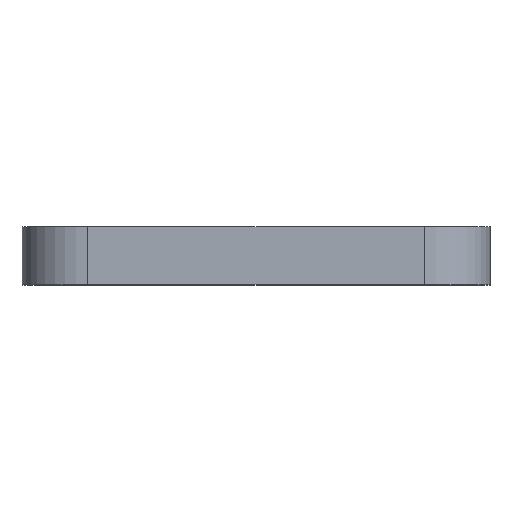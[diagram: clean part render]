
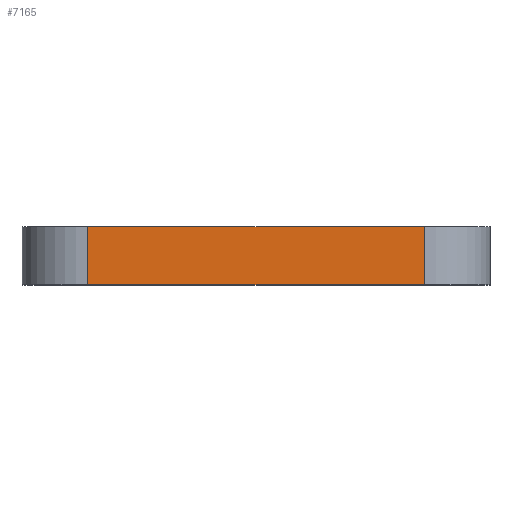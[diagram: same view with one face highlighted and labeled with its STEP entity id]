
A CAD part, top view. The second image highlights one B-rep face of the part: STEP entity #7165.
In plain terms, the highlighted planar face has unit normal (0, 0, 1).
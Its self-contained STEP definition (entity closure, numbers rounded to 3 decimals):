
#679 = EDGE_CURVE ( 'NONE', #7889, #6817, #4321, .T. ) ;
#754 = LINE ( 'NONE', #5857, #7174 ) ;
#936 = EDGE_CURVE ( 'NONE', #6817, #3359, #754, .T. ) ;
#1234 = ORIENTED_EDGE ( 'NONE', *, *, #3956, .F. ) ;
#1305 = ORIENTED_EDGE ( 'NONE', *, *, #679, .T. ) ;
#1338 = ORIENTED_EDGE ( 'NONE', *, *, #936, .T. ) ;
#1363 = DIRECTION ( 'NONE',  ( 1., 0., 0. ) ) ;
#1411 = FACE_OUTER_BOUND ( 'NONE', #10582, .T. ) ;
#1522 = LINE ( 'NONE', #7519, #8268 ) ;
#2134 = ORIENTED_EDGE ( 'NONE', *, *, #4819, .T. ) ;
#2454 = CARTESIAN_POINT ( 'NONE',  ( -25., 6.2, 25. ) ) ;
#2460 = DIRECTION ( 'NONE',  ( 0., 1., 0. ) ) ;
#2715 = CARTESIAN_POINT ( 'NONE',  ( 18., 0., 25. ) ) ;
#3144 = PLANE ( 'NONE',  #4641 ) ;
#3359 = VERTEX_POINT ( 'NONE', #2715 ) ;
#3956 = EDGE_CURVE ( 'NONE', #7889, #4189, #6677, .T. ) ;
#4029 = CARTESIAN_POINT ( 'NONE',  ( -25., 6.2, 25. ) ) ;
#4189 = VERTEX_POINT ( 'NONE', #10245 ) ;
#4321 = LINE ( 'NONE', #7817, #7568 ) ;
#4641 = AXIS2_PLACEMENT_3D ( 'NONE', #4029, #9875, #9189 ) ;
#4819 = EDGE_CURVE ( 'NONE', #3359, #4189, #1522, .T. ) ;
#5526 = CARTESIAN_POINT ( 'NONE',  ( -18., 6.2, 25. ) ) ;
#5857 = CARTESIAN_POINT ( 'NONE',  ( -25., 0., 25. ) ) ;
#6677 = LINE ( 'NONE', #2454, #6849 ) ;
#6817 = VERTEX_POINT ( 'NONE', #10299 ) ;
#6849 = VECTOR ( 'NONE', #7350, 1000. ) ;
#7165 = ADVANCED_FACE ( 'NONE', ( #1411 ), #3144, .F. ) ;
#7174 = VECTOR ( 'NONE', #1363, 1000. ) ;
#7350 = DIRECTION ( 'NONE',  ( 1., 0., 0. ) ) ;
#7519 = CARTESIAN_POINT ( 'NONE',  ( 18., 6.2, 25. ) ) ;
#7568 = VECTOR ( 'NONE', #10283, 1000. ) ;
#7817 = CARTESIAN_POINT ( 'NONE',  ( -18., 6.2, 25. ) ) ;
#7889 = VERTEX_POINT ( 'NONE', #5526 ) ;
#8268 = VECTOR ( 'NONE', #2460, 1000. ) ;
#9189 = DIRECTION ( 'NONE',  ( -1., 0., 0. ) ) ;
#9875 = DIRECTION ( 'NONE',  ( 0., 0., -1. ) ) ;
#10245 = CARTESIAN_POINT ( 'NONE',  ( 18., 6.2, 25. ) ) ;
#10283 = DIRECTION ( 'NONE',  ( 0., -1., 0. ) ) ;
#10299 = CARTESIAN_POINT ( 'NONE',  ( -18., 0., 25. ) ) ;
#10582 = EDGE_LOOP ( 'NONE', ( #1234, #1305, #1338, #2134 ) ) ;
